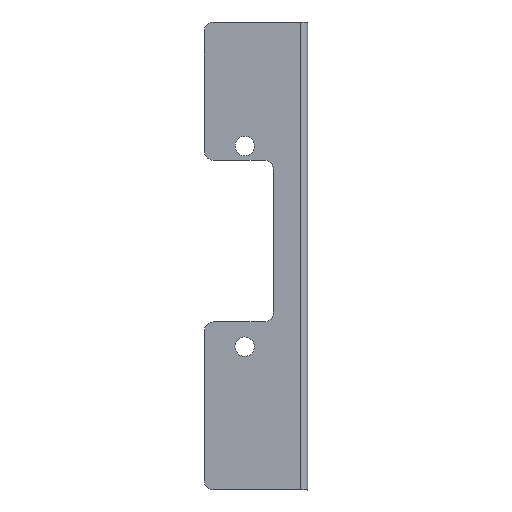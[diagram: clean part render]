
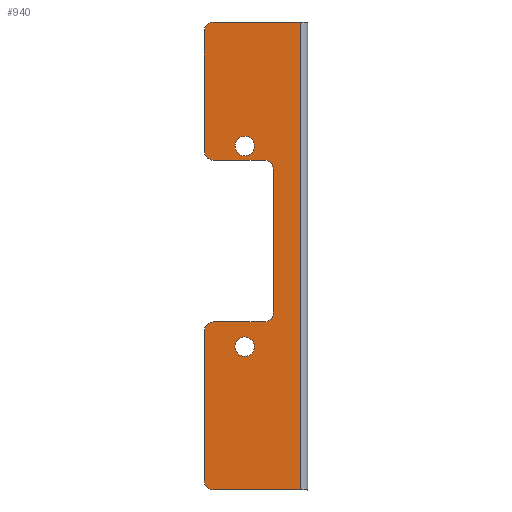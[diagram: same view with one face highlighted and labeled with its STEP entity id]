
A CAD part, top view. The second image highlights one B-rep face of the part: STEP entity #940.
In plain terms, the highlighted planar face has unit normal (0, 0, 1).
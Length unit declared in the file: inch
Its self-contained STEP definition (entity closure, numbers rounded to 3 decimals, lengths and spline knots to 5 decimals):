
#15=FACE_BOUND('',#105,.T.);
#16=FACE_BOUND('',#106,.T.);
#22=PLANE('',#1010);
#52=FACE_OUTER_BOUND('',#104,.T.);
#104=EDGE_LOOP('',(#641,#642,#643,#644,#645,#646,#647,#648,#649,#650,#651,
#652,#653,#654));
#105=EDGE_LOOP('',(#655));
#106=EDGE_LOOP('',(#656));
#161=LINE('',#1411,#255);
#165=LINE('',#1423,#259);
#166=LINE('',#1427,#260);
#167=LINE('',#1431,#261);
#168=LINE('',#1435,#262);
#169=LINE('',#1437,#263);
#170=LINE('',#1439,#264);
#171=LINE('',#1442,#265);
#255=VECTOR('',#1115,0.3937);
#259=VECTOR('',#1127,0.3937);
#260=VECTOR('',#1130,0.3937);
#261=VECTOR('',#1133,0.3937);
#262=VECTOR('',#1136,0.3937);
#263=VECTOR('',#1137,0.3937);
#264=VECTOR('',#1138,0.3937);
#265=VECTOR('',#1141,0.3937);
#347=CIRCLE('',#1004,0.13);
#350=CIRCLE('',#1009,0.13);
#351=CIRCLE('',#1011,0.13);
#352=CIRCLE('',#1012,0.13);
#353=CIRCLE('',#1013,0.13);
#354=CIRCLE('',#1014,0.13);
#355=CIRCLE('',#1015,0.14173);
#356=CIRCLE('',#1016,0.14173);
#395=VERTEX_POINT('',#1401);
#396=VERTEX_POINT('',#1402);
#399=VERTEX_POINT('',#1410);
#402=VERTEX_POINT('',#1418);
#403=VERTEX_POINT('',#1422);
#404=VERTEX_POINT('',#1424);
#405=VERTEX_POINT('',#1426);
#406=VERTEX_POINT('',#1428);
#407=VERTEX_POINT('',#1430);
#408=VERTEX_POINT('',#1432);
#409=VERTEX_POINT('',#1434);
#410=VERTEX_POINT('',#1436);
#411=VERTEX_POINT('',#1438);
#412=VERTEX_POINT('',#1440);
#413=VERTEX_POINT('',#1443);
#414=VERTEX_POINT('',#1445);
#487=EDGE_CURVE('',#395,#396,#347,.T.);
#491=EDGE_CURVE('',#396,#399,#161,.T.);
#495=EDGE_CURVE('',#399,#402,#350,.T.);
#497=EDGE_CURVE('',#403,#395,#165,.T.);
#498=EDGE_CURVE('',#404,#403,#351,.T.);
#499=EDGE_CURVE('',#404,#405,#166,.T.);
#500=EDGE_CURVE('',#406,#405,#352,.T.);
#501=EDGE_CURVE('',#406,#407,#167,.T.);
#502=EDGE_CURVE('',#407,#408,#353,.T.);
#503=EDGE_CURVE('',#409,#408,#168,.T.);
#504=EDGE_CURVE('',#410,#409,#169,.T.);
#505=EDGE_CURVE('',#410,#411,#170,.T.);
#506=EDGE_CURVE('',#411,#412,#354,.T.);
#507=EDGE_CURVE('',#402,#412,#171,.T.);
#508=EDGE_CURVE('',#413,#413,#355,.T.);
#509=EDGE_CURVE('',#414,#414,#356,.T.);
#641=ORIENTED_EDGE('',*,*,#495,.F.);
#642=ORIENTED_EDGE('',*,*,#491,.F.);
#643=ORIENTED_EDGE('',*,*,#487,.F.);
#644=ORIENTED_EDGE('',*,*,#497,.F.);
#645=ORIENTED_EDGE('',*,*,#498,.F.);
#646=ORIENTED_EDGE('',*,*,#499,.T.);
#647=ORIENTED_EDGE('',*,*,#500,.F.);
#648=ORIENTED_EDGE('',*,*,#501,.T.);
#649=ORIENTED_EDGE('',*,*,#502,.T.);
#650=ORIENTED_EDGE('',*,*,#503,.F.);
#651=ORIENTED_EDGE('',*,*,#504,.F.);
#652=ORIENTED_EDGE('',*,*,#505,.T.);
#653=ORIENTED_EDGE('',*,*,#506,.T.);
#654=ORIENTED_EDGE('',*,*,#507,.F.);
#655=ORIENTED_EDGE('',*,*,#508,.F.);
#656=ORIENTED_EDGE('',*,*,#509,.F.);
#940=ADVANCED_FACE('',(#52,#15,#16),#22,.T.);
#1004=AXIS2_PLACEMENT_3D('',#1403,#1107,#1108);
#1009=AXIS2_PLACEMENT_3D('',#1419,#1122,#1123);
#1010=AXIS2_PLACEMENT_3D('',#1421,#1125,#1126);
#1011=AXIS2_PLACEMENT_3D('',#1425,#1128,#1129);
#1012=AXIS2_PLACEMENT_3D('',#1429,#1131,#1132);
#1013=AXIS2_PLACEMENT_3D('',#1433,#1134,#1135);
#1014=AXIS2_PLACEMENT_3D('',#1441,#1139,#1140);
#1015=AXIS2_PLACEMENT_3D('',#1444,#1142,#1143);
#1016=AXIS2_PLACEMENT_3D('',#1446,#1144,#1145);
#1107=DIRECTION('center_axis',(0.,0.,
1.));
#1108=DIRECTION('ref_axis',(0.707,0.707,0.));
#1115=DIRECTION('',(-1.,0.,0.));
#1122=DIRECTION('center_axis',(0.,0.,
-1.));
#1123=DIRECTION('ref_axis',(-0.707,-0.707,0.));
#1125=DIRECTION('center_axis',(0.,0.,
1.));
#1126=DIRECTION('ref_axis',(1.,0.,0.));
#1127=DIRECTION('',(0.,1.,0.));
#1128=DIRECTION('center_axis',(0.,0.,
1.));
#1129=DIRECTION('ref_axis',(0.707,-0.707,0.));
#1130=DIRECTION('',(-1.,0.,0.));
#1131=DIRECTION('center_axis',(0.,0.,
-1.));
#1132=DIRECTION('ref_axis',(-0.707,0.707,0.));
#1133=DIRECTION('',(0.,-1.,0.));
#1134=DIRECTION('center_axis',(0.,0.,
1.));
#1135=DIRECTION('ref_axis',(-0.707,-0.707,0.));
#1136=DIRECTION('',(-1.,0.,0.));
#1137=DIRECTION('',(0.,-1.,0.));
#1138=DIRECTION('',(-1.,0.,0.));
#1139=DIRECTION('center_axis',(0.,0.,
1.));
#1140=DIRECTION('ref_axis',(-0.707,0.707,0.));
#1141=DIRECTION('',(0.,1.,0.));
#1142=DIRECTION('center_axis',(0.,0.,
1.));
#1143=DIRECTION('ref_axis',(1.,0.,0.));
#1144=DIRECTION('center_axis',(0.,0.,
1.));
#1145=DIRECTION('ref_axis',(1.,0.,0.));
#1401=CARTESIAN_POINT('',(21.08085,4.68005,-17.13806));
#1402=CARTESIAN_POINT('',(20.95085,4.81005,-17.13806));
#1403=CARTESIAN_POINT('Origin',(20.95085,4.68005,-17.13806));
#1410=CARTESIAN_POINT('',(20.21085,4.81005,-17.13806));
#1411=CARTESIAN_POINT('',(21.08085,4.81005,-17.13806));
#1418=CARTESIAN_POINT('',(20.08085,4.94005,-17.13806));
#1419=CARTESIAN_POINT('Origin',(20.21085,4.94005,-17.13806));
#1421=CARTESIAN_POINT('Origin',(20.83085,5.2091,-17.13806));
#1422=CARTESIAN_POINT('',(21.08085,2.58894,-17.13806));
#1423=CARTESIAN_POINT('',(21.08085,2.6002,-17.13806));
#1424=CARTESIAN_POINT('',(20.95085,2.45894,-17.13806));
#1425=CARTESIAN_POINT('Origin',(20.95085,2.58894,-17.13806));
#1426=CARTESIAN_POINT('',(20.21085,2.45894,-17.13806));
#1427=CARTESIAN_POINT('',(21.08085,2.45894,-17.13806));
#1428=CARTESIAN_POINT('',(20.08085,2.32894,-17.13806));
#1429=CARTESIAN_POINT('Origin',(20.21085,2.32894,-17.13806));
#1430=CARTESIAN_POINT('',(20.08085,0.148,-17.13806));
#1431=CARTESIAN_POINT('',(20.08085,2.6002,-17.13806));
#1432=CARTESIAN_POINT('',(20.21085,0.018,-17.13806));
#1433=CARTESIAN_POINT('Origin',(20.21085,0.148,-17.13806));
#1434=CARTESIAN_POINT('',(21.47885,0.018,-17.13806));
#1435=CARTESIAN_POINT('',(21.08085,0.018,-17.13806));
#1436=CARTESIAN_POINT('',(21.47885,6.818,-17.13806));
#1437=CARTESIAN_POINT('',(21.47885,2.61355,-17.13806));
#1438=CARTESIAN_POINT('',(20.21085,6.818,-17.13806));
#1439=CARTESIAN_POINT('',(21.45085,6.818,-17.13806));
#1440=CARTESIAN_POINT('',(20.08085,6.688,-17.13806));
#1441=CARTESIAN_POINT('Origin',(20.21085,6.688,-17.13806));
#1442=CARTESIAN_POINT('',(20.08085,6.06836,-17.13806));
#1443=CARTESIAN_POINT('',(20.52609,5.015,-17.13806));
#1444=CARTESIAN_POINT('Origin',(20.66782,5.015,-17.13806));
#1445=CARTESIAN_POINT('',(20.52403,2.1002,-17.13806));
#1446=CARTESIAN_POINT('Origin',(20.66577,2.1002,-17.13806));
